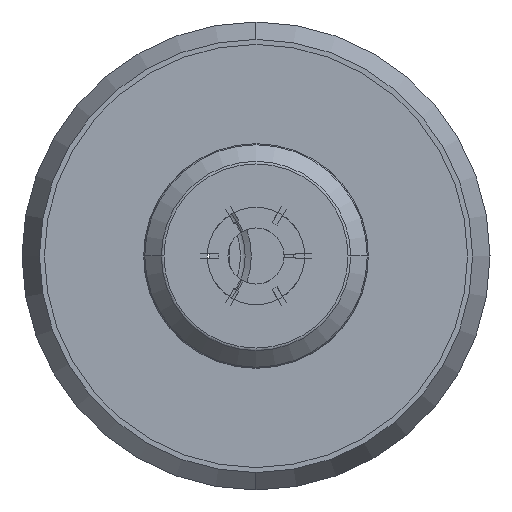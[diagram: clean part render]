
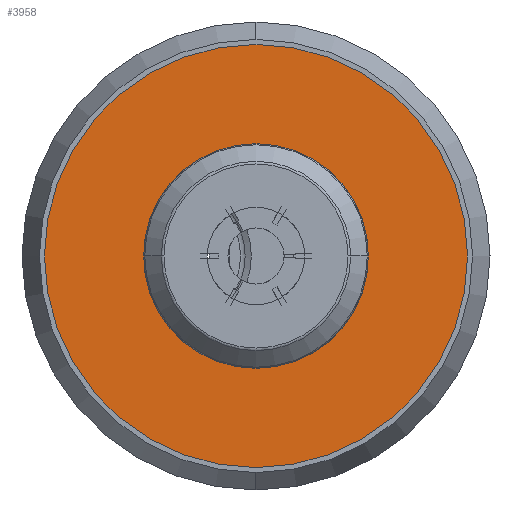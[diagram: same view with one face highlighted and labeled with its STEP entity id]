
A CAD part, left-side view. The second image highlights one B-rep face of the part: STEP entity #3958.
In plain terms, the highlighted planar face has unit normal (-1, 0, 0).
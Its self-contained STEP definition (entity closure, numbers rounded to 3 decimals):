
#762 = AXIS2_PLACEMENT_3D ( 'NONE', #871, #870, #869 ) ;
#849 = DIRECTION ( 'NONE',  ( 0., -1., 0. ) ) ;
#850 = DIRECTION ( 'NONE',  ( -1., 0., 0. ) ) ;
#851 = CARTESIAN_POINT ( 'NONE',  ( -75.625, 9.419, 36.476 ) ) ;
#852 = AXIS2_PLACEMENT_3D ( 'NONE', #851, #850, #849 ) ;
#854 = PLANE ( 'NONE',  #762 ) ;
#863 = DIRECTION ( 'NONE',  ( 0., -1., 0. ) ) ;
#864 = DIRECTION ( 'NONE',  ( -1., 0., 0. ) ) ;
#865 = CARTESIAN_POINT ( 'NONE',  ( -75.625, 9.419, 36.476 ) ) ;
#866 = AXIS2_PLACEMENT_3D ( 'NONE', #865, #864, #863 ) ;
#867 = CIRCLE ( 'NONE', #866, 5.3 ) ;
#869 = DIRECTION ( 'NONE',  ( 0., -1., 0. ) ) ;
#870 = DIRECTION ( 'NONE',  ( -1., 0., 0. ) ) ;
#871 = CARTESIAN_POINT ( 'NONE',  ( -75.625, 9.419, 36.476 ) ) ;
#872 = CARTESIAN_POINT ( 'NONE',  ( -75.625, 20.719, 36.476 ) ) ;
#875 = CIRCLE ( 'NONE', #852, 5.3 ) ;
#878 = FACE_OUTER_BOUND ( 'NONE', #4028, .T. ) ;
#883 = FACE_BOUND ( 'NONE', #3957, .T. ) ;
#931 = DIRECTION ( 'NONE',  ( -1., 0., 0. ) ) ;
#956 = CARTESIAN_POINT ( 'NONE',  ( -75.625, 4.119, 36.476 ) ) ;
#980 = CARTESIAN_POINT ( 'NONE',  ( -75.625, 14.719, 36.476 ) ) ;
#1017 = CARTESIAN_POINT ( 'NONE',  ( -75.625, -1.881, 36.476 ) ) ;
#1019 = CIRCLE ( 'NONE', #1040, 11.3 ) ;
#1020 = CARTESIAN_POINT ( 'NONE',  ( -75.625, 9.419, 36.476 ) ) ;
#1036 = CARTESIAN_POINT ( 'NONE',  ( -75.625, 9.419, 36.476 ) ) ;
#1039 = DIRECTION ( 'NONE',  ( 0., -1., 0. ) ) ;
#1040 = AXIS2_PLACEMENT_3D ( 'NONE', #1020, #931, #1039 ) ;
#1042 = CIRCLE ( 'NONE', #1072, 11.3 ) ;
#1062 = DIRECTION ( 'NONE',  ( 0., -1., 0. ) ) ;
#1063 = DIRECTION ( 'NONE',  ( -1., 0., 0. ) ) ;
#1072 = AXIS2_PLACEMENT_3D ( 'NONE', #1036, #1063, #1062 ) ;
#3955 = VERTEX_POINT ( 'NONE', #872 ) ;
#3957 = EDGE_LOOP ( 'NONE', ( #4016, #4012 ) ) ;
#3958 = ADVANCED_FACE ( 'NONE', ( #878, #883 ), #854, .T. ) ;
#3959 = EDGE_CURVE ( 'NONE', #4083, #4010, #867, .T. ) ;
#3961 = EDGE_CURVE ( 'NONE', #4010, #4083, #875, .T. ) ;
#4007 = VERTEX_POINT ( 'NONE', #1017 ) ;
#4010 = VERTEX_POINT ( 'NONE', #980 ) ;
#4012 = ORIENTED_EDGE ( 'NONE', *, *, #3959, .F. ) ;
#4014 = EDGE_CURVE ( 'NONE', #3955, #4007, #1019, .T. ) ;
#4015 = ORIENTED_EDGE ( 'NONE', *, *, #4025, .T. ) ;
#4016 = ORIENTED_EDGE ( 'NONE', *, *, #3961, .F. ) ;
#4018 = ORIENTED_EDGE ( 'NONE', *, *, #4014, .T. ) ;
#4025 = EDGE_CURVE ( 'NONE', #4007, #3955, #1042, .T. ) ;
#4028 = EDGE_LOOP ( 'NONE', ( #4018, #4015 ) ) ;
#4083 = VERTEX_POINT ( 'NONE', #956 ) ;
